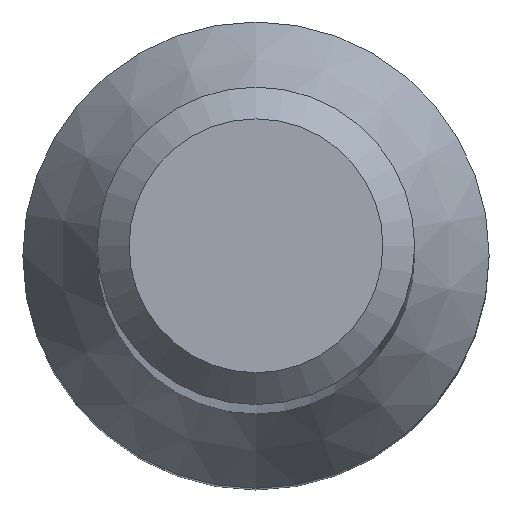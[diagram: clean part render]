
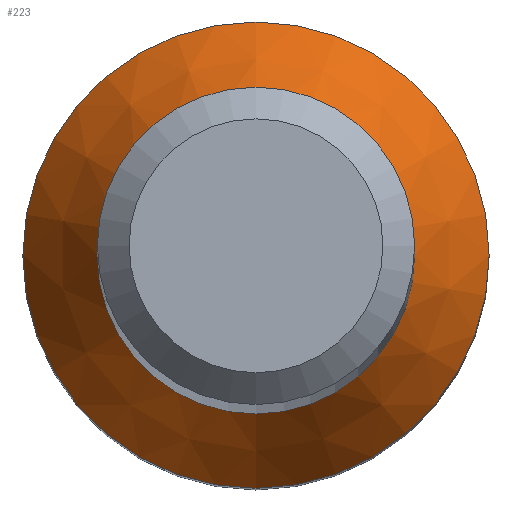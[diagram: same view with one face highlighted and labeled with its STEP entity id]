
A CAD part, top view. The second image highlights one B-rep face of the part: STEP entity #223.
In plain terms, the highlighted conical face has half-angle 30 degrees and reference radius 2.939 mm.
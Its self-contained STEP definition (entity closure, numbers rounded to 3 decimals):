
#8 = CONICAL_SURFACE ( 'NONE', #116, 2.939, 0.524 ) ;
#9 = EDGE_CURVE ( 'NONE', #77, #77, #31, .T. ) ;
#31 = CIRCLE ( 'NONE', #101, 2.939 ) ;
#34 = DIRECTION ( 'NONE',  ( 0., 1., 0. ) ) ;
#36 = CARTESIAN_POINT ( 'NONE',  ( 0., 2.939, 12.365 ) ) ;
#42 = DIRECTION ( 'NONE',  ( 0., 1., 0. ) ) ;
#52 = FACE_BOUND ( 'NONE', #110, .T. ) ;
#70 = EDGE_CURVE ( 'NONE', #133, #133, #156, .T. ) ;
#76 = DIRECTION ( 'NONE',  ( 0., 1., 0. ) ) ;
#77 = VERTEX_POINT ( 'NONE', #36 ) ;
#78 = FACE_OUTER_BOUND ( 'NONE', #94, .T. ) ;
#84 = DIRECTION ( 'NONE',  ( 0., 0., -1. ) ) ;
#94 = EDGE_LOOP ( 'NONE', ( #197 ) ) ;
#101 = AXIS2_PLACEMENT_3D ( 'NONE', #235, #126, #76 ) ;
#110 = EDGE_LOOP ( 'NONE', ( #121 ) ) ;
#116 = AXIS2_PLACEMENT_3D ( 'NONE', #168, #237, #34 ) ;
#121 = ORIENTED_EDGE ( 'NONE', *, *, #70, .T. ) ;
#126 = DIRECTION ( 'NONE',  ( 0., 0., -1. ) ) ;
#133 = VERTEX_POINT ( 'NONE', #169 ) ;
#156 = CIRCLE ( 'NONE', #187, 2. ) ;
#168 = CARTESIAN_POINT ( 'NONE',  ( 0., 0., 12.365 ) ) ;
#169 = CARTESIAN_POINT ( 'NONE',  ( 0., 2., 13.992 ) ) ;
#187 = AXIS2_PLACEMENT_3D ( 'NONE', #243, #84, #42 ) ;
#197 = ORIENTED_EDGE ( 'NONE', *, *, #9, .F. ) ;
#223 = ADVANCED_FACE ( 'NONE', ( #52, #78 ), #8, .T. ) ;
#235 = CARTESIAN_POINT ( 'NONE',  ( 0., 0., 12.365 ) ) ;
#237 = DIRECTION ( 'NONE',  ( 0., 0., -1. ) ) ;
#243 = CARTESIAN_POINT ( 'NONE',  ( 0., 0., 13.992 ) ) ;
